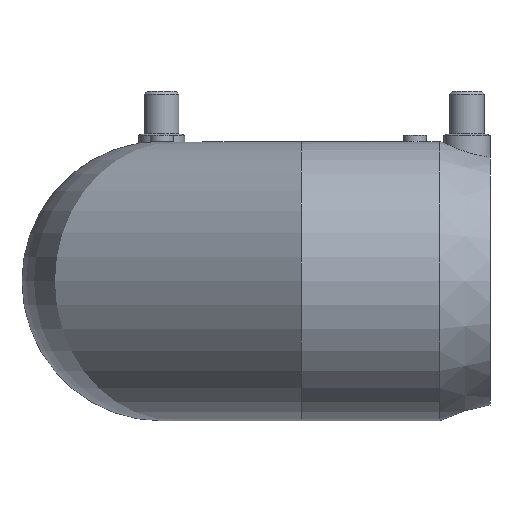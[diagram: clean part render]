
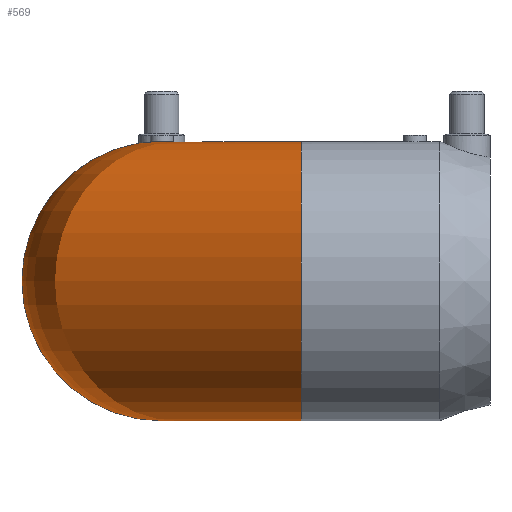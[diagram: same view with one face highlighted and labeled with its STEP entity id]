
A CAD part, left-side view. The second image highlights one B-rep face of the part: STEP entity #569.
In plain terms, the highlighted toroidal (fillet/blend) face has major radius 48.52 mm and minor radius 48.5 mm.
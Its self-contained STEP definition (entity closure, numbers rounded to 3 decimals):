
#15=TOROIDAL_SURFACE('',#657,48.52,48.5);
#45=B_SPLINE_CURVE_WITH_KNOTS('',3,(#1168,#1169,#1170,#1171),
 .UNSPECIFIED.,.F.,.F.,(4,4),(21.547,21.548),
 .UNSPECIFIED.);
#46=B_SPLINE_CURVE_WITH_KNOTS('',3,(#1173,#1174,#1175,#1176),
 .UNSPECIFIED.,.F.,.F.,(4,4),(-0.004,0.),.UNSPECIFIED.);
#47=B_SPLINE_CURVE_WITH_KNOTS('',3,(#1180,#1181,#1182,#1183),
 .UNSPECIFIED.,.F.,.F.,(4,4),(0.,0.),.UNSPECIFIED.);
#48=B_SPLINE_CURVE_WITH_KNOTS('',3,(#1185,#1186,#1187,#1188),
 .UNSPECIFIED.,.F.,.F.,(4,4),(7.179,7.18),
 .UNSPECIFIED.);
#51=B_SPLINE_CURVE_WITH_KNOTS('',3,(#1283,#1284,#1285,#1286,#1287,#1288,
#1289,#1290,#1291,#1292,#1293,#1294,#1295,#1296,#1297,#1298,#1299,#1300,
#1301,#1302,#1303,#1304),.UNSPECIFIED.,.F.,.F.,(4,2,2,2,2,2,2,2,2,2,4),
(0.,0.228,0.456,0.912,1.825,
2.716,3.608,4.501,5.394,6.288,
7.179),.UNSPECIFIED.);
#52=B_SPLINE_CURVE_WITH_KNOTS('',3,(#1306,#1307,#1308,#1309,#1310,#1311,
#1312,#1313,#1314,#1315,#1316,#1317,#1318,#1319,#1320,#1321,#1322,#1323,
#1324,#1325,#1326,#1327),.UNSPECIFIED.,.F.,.F.,(4,2,2,2,2,2,2,2,2,2,4),
(21.548,22.439,23.333,24.226,25.119,
26.011,26.902,27.815,28.271,28.499,
28.727),.UNSPECIFIED.);
#102=FACE_OUTER_BOUND('',#149,.T.);
#149=EDGE_LOOP('',(#496,#497,#498,#499,#500,#501,#502,#503));
#235=CIRCLE('',#658,48.5);
#236=CIRCLE('',#659,48.5);
#264=VERTEX_POINT('',#1165);
#265=VERTEX_POINT('',#1167);
#266=VERTEX_POINT('',#1172);
#267=VERTEX_POINT('',#1177);
#268=VERTEX_POINT('',#1179);
#269=VERTEX_POINT('',#1184);
#270=VERTEX_POINT('',#1189);
#325=EDGE_CURVE('',#265,#264,#45,.T.);
#326=EDGE_CURVE('',#266,#265,#46,.T.);
#328=EDGE_CURVE('',#268,#267,#47,.T.);
#329=EDGE_CURVE('',#269,#268,#48,.T.);
#359=EDGE_CURVE('',#270,#269,#51,.T.);
#360=EDGE_CURVE('',#264,#270,#52,.T.);
#361=EDGE_CURVE('',#270,#270,#235,.T.);
#362=EDGE_CURVE('',#266,#267,#236,.T.);
#496=ORIENTED_EDGE('',*,*,#326,.T.);
#497=ORIENTED_EDGE('',*,*,#325,.T.);
#498=ORIENTED_EDGE('',*,*,#360,.T.);
#499=ORIENTED_EDGE('',*,*,#361,.T.);
#500=ORIENTED_EDGE('',*,*,#359,.T.);
#501=ORIENTED_EDGE('',*,*,#329,.T.);
#502=ORIENTED_EDGE('',*,*,#328,.T.);
#503=ORIENTED_EDGE('',*,*,#362,.F.);
#569=ADVANCED_FACE('',(#102),#15,.T.);
#657=AXIS2_PLACEMENT_3D('',#1329,#826,#827);
#658=AXIS2_PLACEMENT_3D('',#1330,#828,#829);
#659=AXIS2_PLACEMENT_3D('',#1331,#830,#831);
#826=DIRECTION('center_axis',(0.,0.,-1.));
#827=DIRECTION('ref_axis',(-1.,0.,0.));
#828=DIRECTION('center_axis',(0.,1.,0.));
#829=DIRECTION('ref_axis',(-1.,0.,0.));
#830=DIRECTION('center_axis',(1.,0.,0.));
#831=DIRECTION('ref_axis',(0.,1.,0.));
#1165=CARTESIAN_POINT('',(48.5,44.,-48.5));
#1167=CARTESIAN_POINT('',(48.5,44.007,-48.5));
#1168=CARTESIAN_POINT('Ctrl Pts',(48.5,44.01,-48.5));
#1169=CARTESIAN_POINT('Ctrl Pts',(48.5,44.007,-48.5));
#1170=CARTESIAN_POINT('Ctrl Pts',(48.5,44.003,-48.5));
#1171=CARTESIAN_POINT('Ctrl Pts',(48.5,44.,-48.5));
#1172=CARTESIAN_POINT('',(48.52,44.008,-48.5));
#1173=CARTESIAN_POINT('Ctrl Pts',(48.52,44.005,-48.5));
#1174=CARTESIAN_POINT('Ctrl Pts',(48.519,44.005,-48.5));
#1175=CARTESIAN_POINT('Ctrl Pts',(48.513,44.005,-48.5));
#1176=CARTESIAN_POINT('Ctrl Pts',(48.5,44.005,-48.5));
#1177=CARTESIAN_POINT('',(48.52,44.008,48.5));
#1179=CARTESIAN_POINT('',(48.5,44.007,48.5));
#1180=CARTESIAN_POINT('Ctrl Pts',(48.5,44.005,48.5));
#1181=CARTESIAN_POINT('Ctrl Pts',(48.513,44.005,48.5));
#1182=CARTESIAN_POINT('Ctrl Pts',(48.519,44.005,48.5));
#1183=CARTESIAN_POINT('Ctrl Pts',(48.52,44.005,48.5));
#1184=CARTESIAN_POINT('',(48.5,44.,48.5));
#1185=CARTESIAN_POINT('Ctrl Pts',(48.5,44.,48.5));
#1186=CARTESIAN_POINT('Ctrl Pts',(48.5,44.003,48.5));
#1187=CARTESIAN_POINT('Ctrl Pts',(48.5,44.007,48.5));
#1188=CARTESIAN_POINT('Ctrl Pts',(48.5,44.01,48.5));
#1189=CARTESIAN_POINT('',(48.5,-4.5,0.));
#1283=CARTESIAN_POINT('Ctrl Pts',(48.5,-4.5,0.));
#1284=CARTESIAN_POINT('Ctrl Pts',(48.5,-4.485,0.76));
#1285=CARTESIAN_POINT('Ctrl Pts',(48.5,-4.466,1.54));
#1286=CARTESIAN_POINT('Ctrl Pts',(48.5,-4.387,3.123));
#1287=CARTESIAN_POINT('Ctrl Pts',(48.5,-4.329,3.926));
#1288=CARTESIAN_POINT('Ctrl Pts',(48.5,-4.089,6.356));
#1289=CARTESIAN_POINT('Ctrl Pts',(48.5,-3.844,8.002));
#1290=CARTESIAN_POINT('Ctrl Pts',(48.5,-2.856,12.88));
#1291=CARTESIAN_POINT('Ctrl Pts',(48.5,-1.846,16.058));
#1292=CARTESIAN_POINT('Ctrl Pts',(48.5,0.493,21.598));
#1293=CARTESIAN_POINT('Ctrl Pts',(48.5,2.023,24.475));
#1294=CARTESIAN_POINT('Ctrl Pts',(48.5,5.653,29.845));
#1295=CARTESIAN_POINT('Ctrl Pts',(48.5,7.753,32.338));
#1296=CARTESIAN_POINT('Ctrl Pts',(48.5,11.976,36.528));
#1297=CARTESIAN_POINT('Ctrl Pts',(48.5,14.49,38.611));
#1298=CARTESIAN_POINT('Ctrl Pts',(48.5,19.901,42.202));
#1299=CARTESIAN_POINT('Ctrl Pts',(48.5,22.796,43.711));
#1300=CARTESIAN_POINT('Ctrl Pts',(48.5,28.302,45.979));
#1301=CARTESIAN_POINT('Ctrl Pts',(48.5,31.42,46.947));
#1302=CARTESIAN_POINT('Ctrl Pts',(48.5,37.783,48.206));
#1303=CARTESIAN_POINT('Ctrl Pts',(48.5,41.028,48.499));
#1304=CARTESIAN_POINT('Ctrl Pts',(48.5,44.,48.5));
#1306=CARTESIAN_POINT('Ctrl Pts',(48.5,44.,-48.5));
#1307=CARTESIAN_POINT('Ctrl Pts',(48.5,41.028,-48.499));
#1308=CARTESIAN_POINT('Ctrl Pts',(48.5,37.783,-48.206));
#1309=CARTESIAN_POINT('Ctrl Pts',(48.5,31.42,-46.947));
#1310=CARTESIAN_POINT('Ctrl Pts',(48.5,28.302,-45.979));
#1311=CARTESIAN_POINT('Ctrl Pts',(48.5,22.796,-43.711));
#1312=CARTESIAN_POINT('Ctrl Pts',(48.5,19.901,-42.202));
#1313=CARTESIAN_POINT('Ctrl Pts',(48.5,14.49,-38.611));
#1314=CARTESIAN_POINT('Ctrl Pts',(48.5,11.976,-36.528));
#1315=CARTESIAN_POINT('Ctrl Pts',(48.5,7.753,-32.338));
#1316=CARTESIAN_POINT('Ctrl Pts',(48.5,5.653,-29.845));
#1317=CARTESIAN_POINT('Ctrl Pts',(48.5,2.023,-24.475));
#1318=CARTESIAN_POINT('Ctrl Pts',(48.5,0.493,-21.598));
#1319=CARTESIAN_POINT('Ctrl Pts',(48.5,-1.846,-16.058));
#1320=CARTESIAN_POINT('Ctrl Pts',(48.5,-2.856,-12.88));
#1321=CARTESIAN_POINT('Ctrl Pts',(48.5,-3.844,-8.002));
#1322=CARTESIAN_POINT('Ctrl Pts',(48.5,-4.089,-6.356));
#1323=CARTESIAN_POINT('Ctrl Pts',(48.5,-4.329,-3.926));
#1324=CARTESIAN_POINT('Ctrl Pts',(48.5,-4.387,-3.123));
#1325=CARTESIAN_POINT('Ctrl Pts',(48.5,-4.466,-1.54));
#1326=CARTESIAN_POINT('Ctrl Pts',(48.5,-4.485,-0.76));
#1327=CARTESIAN_POINT('Ctrl Pts',(48.5,-4.5,0.));
#1329=CARTESIAN_POINT('Origin',(48.52,-4.5,0.));
#1330=CARTESIAN_POINT('Origin',(0.,-4.5,0.));
#1331=CARTESIAN_POINT('Origin',(48.52,44.02,0.));
